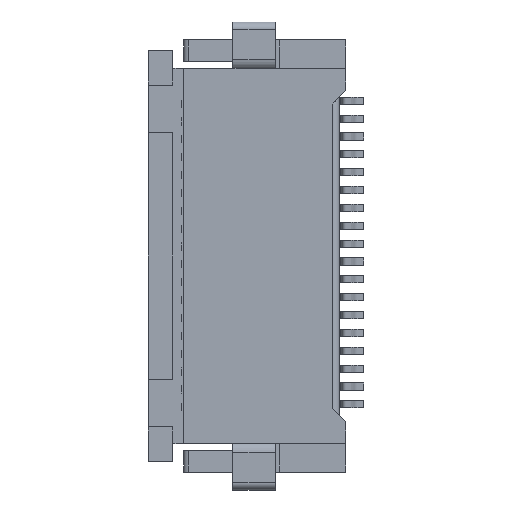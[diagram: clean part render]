
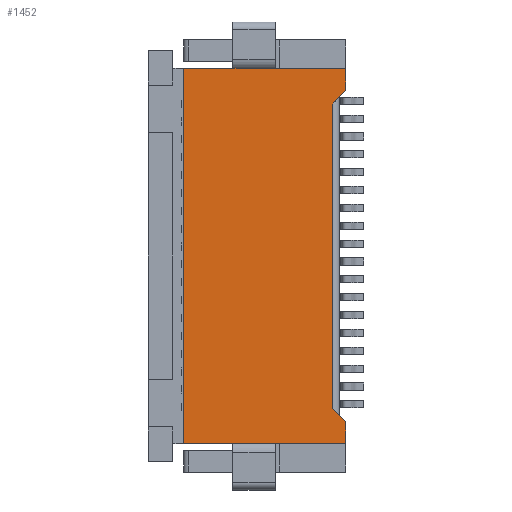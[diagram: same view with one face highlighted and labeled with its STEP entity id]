
A CAD part, front view. The second image highlights one B-rep face of the part: STEP entity #1452.
In plain terms, the highlighted planar face has unit normal (0, -1, 0).
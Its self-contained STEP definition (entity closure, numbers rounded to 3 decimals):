
#56 = VECTOR ( 'NONE', #8014, 1000. ) ;
#144 = CARTESIAN_POINT ( 'NONE',  ( 0.729, 0.06, -6.05 ) ) ;
#233 = VECTOR ( 'NONE', #7972, 1000. ) ;
#805 = DIRECTION ( 'NONE',  ( 1., 0., 0. ) ) ;
#1163 = VERTEX_POINT ( 'NONE', #6609 ) ;
#1241 = EDGE_CURVE ( 'NONE', #8013, #6695, #7808, .T. ) ;
#1452 = ADVANCED_FACE ( 'NONE', ( #9946 ), #11012, .F. ) ;
#1458 = VERTEX_POINT ( 'NONE', #7521 ) ;
#1555 = CARTESIAN_POINT ( 'NONE',  ( 1.036, 0.06, -6.953 ) ) ;
#1787 = CARTESIAN_POINT ( 'NONE',  ( 5.571, 0.06, -0.8 ) ) ;
#3092 = EDGE_CURVE ( 'NONE', #7935, #8111, #5827, .T. ) ;
#3192 = EDGE_LOOP ( 'NONE', ( #3970, #9248, #8729, #7324, #4363, #4115, #8939, #11004 ) ) ;
#3256 = LINE ( 'NONE', #7010, #11186 ) ;
#3413 = DIRECTION ( 'NONE',  ( 1., 0., 0. ) ) ;
#3524 = LINE ( 'NONE', #8243, #9903 ) ;
#3970 = ORIENTED_EDGE ( 'NONE', *, *, #9991, .T. ) ;
#4047 = DIRECTION ( 'NONE',  ( 0., 0., 1. ) ) ;
#4115 = ORIENTED_EDGE ( 'NONE', *, *, #5844, .F. ) ;
#4363 = ORIENTED_EDGE ( 'NONE', *, *, #7930, .F. ) ;
#4675 = DIRECTION ( 'NONE',  ( 0., 0., -1. ) ) ;
#4683 = DIRECTION ( 'NONE',  ( 0., 0., 1. ) ) ;
#4687 = EDGE_CURVE ( 'NONE', #9851, #6695, #3256, .T. ) ;
#5397 = VECTOR ( 'NONE', #8572, 1000. ) ;
#5804 = CARTESIAN_POINT ( 'NONE',  ( 0.729, 0.06, -0.8 ) ) ;
#5827 = LINE ( 'NONE', #6317, #11390 ) ;
#5844 = EDGE_CURVE ( 'NONE', #7935, #1458, #6055, .T. ) ;
#6000 = CARTESIAN_POINT ( 'NONE',  ( 5.188, 0.06, -6.05 ) ) ;
#6055 = LINE ( 'NONE', #1555, #233 ) ;
#6317 = CARTESIAN_POINT ( 'NONE',  ( 0.729, 0.06, -11.3 ) ) ;
#6500 = DIRECTION ( 'NONE',  ( 0., 1., 0. ) ) ;
#6609 = CARTESIAN_POINT ( 'NONE',  ( 5.571, 0.06, -0.8 ) ) ;
#6695 = VERTEX_POINT ( 'NONE', #9060 ) ;
#7010 = CARTESIAN_POINT ( 'NONE',  ( 5.571, 0.06, -1.413 ) ) ;
#7148 = CARTESIAN_POINT ( 'NONE',  ( 5.571, 0.06, -10.687 ) ) ;
#7190 = CARTESIAN_POINT ( 'NONE',  ( 5.571, 0.06, -11.3 ) ) ;
#7324 = ORIENTED_EDGE ( 'NONE', *, *, #7385, .F. ) ;
#7385 = EDGE_CURVE ( 'NONE', #1163, #9851, #11114, .T. ) ;
#7521 = CARTESIAN_POINT ( 'NONE',  ( 1.036, 0.06, -0.8 ) ) ;
#7758 = VERTEX_POINT ( 'NONE', #7992 ) ;
#7759 = AXIS2_PLACEMENT_3D ( 'NONE', #144, #6500, #4047 ) ;
#7808 = LINE ( 'NONE', #6000, #5397 ) ;
#7930 = EDGE_CURVE ( 'NONE', #1458, #1163, #11742, .T. ) ;
#7935 = VERTEX_POINT ( 'NONE', #8489 ) ;
#7972 = DIRECTION ( 'NONE',  ( 0., 0., 1. ) ) ;
#7992 = CARTESIAN_POINT ( 'NONE',  ( 5.571, 0.06, -10.687 ) ) ;
#8013 = VERTEX_POINT ( 'NONE', #8972 ) ;
#8014 = DIRECTION ( 'NONE',  ( -0.707, 0., 0.707 ) ) ;
#8111 = VERTEX_POINT ( 'NONE', #7190 ) ;
#8177 = EDGE_CURVE ( 'NONE', #8111, #7758, #3524, .T. ) ;
#8243 = CARTESIAN_POINT ( 'NONE',  ( 5.571, 0.06, -11.3 ) ) ;
#8489 = CARTESIAN_POINT ( 'NONE',  ( 1.036, 0.06, -11.3 ) ) ;
#8572 = DIRECTION ( 'NONE',  ( 0., 0., 1. ) ) ;
#8704 = DIRECTION ( 'NONE',  ( -0.707, 0., -0.707 ) ) ;
#8729 = ORIENTED_EDGE ( 'NONE', *, *, #4687, .F. ) ;
#8811 = CARTESIAN_POINT ( 'NONE',  ( 5.571, 0.06, -1.413 ) ) ;
#8939 = ORIENTED_EDGE ( 'NONE', *, *, #3092, .T. ) ;
#8972 = CARTESIAN_POINT ( 'NONE',  ( 5.188, 0.06, -10.304 ) ) ;
#9060 = CARTESIAN_POINT ( 'NONE',  ( 5.188, 0.06, -1.796 ) ) ;
#9248 = ORIENTED_EDGE ( 'NONE', *, *, #1241, .T. ) ;
#9851 = VERTEX_POINT ( 'NONE', #8811 ) ;
#9903 = VECTOR ( 'NONE', #4683, 1000. ) ;
#9946 = FACE_OUTER_BOUND ( 'NONE', #3192, .T. ) ;
#9991 = EDGE_CURVE ( 'NONE', #7758, #8013, #10977, .T. ) ;
#10977 = LINE ( 'NONE', #7148, #56 ) ;
#11004 = ORIENTED_EDGE ( 'NONE', *, *, #8177, .T. ) ;
#11012 = PLANE ( 'NONE',  #7759 ) ;
#11114 = LINE ( 'NONE', #1787, #11409 ) ;
#11186 = VECTOR ( 'NONE', #8704, 1000. ) ;
#11390 = VECTOR ( 'NONE', #805, 1000. ) ;
#11409 = VECTOR ( 'NONE', #4675, 1000. ) ;
#11606 = VECTOR ( 'NONE', #3413, 1000. ) ;
#11742 = LINE ( 'NONE', #5804, #11606 ) ;
